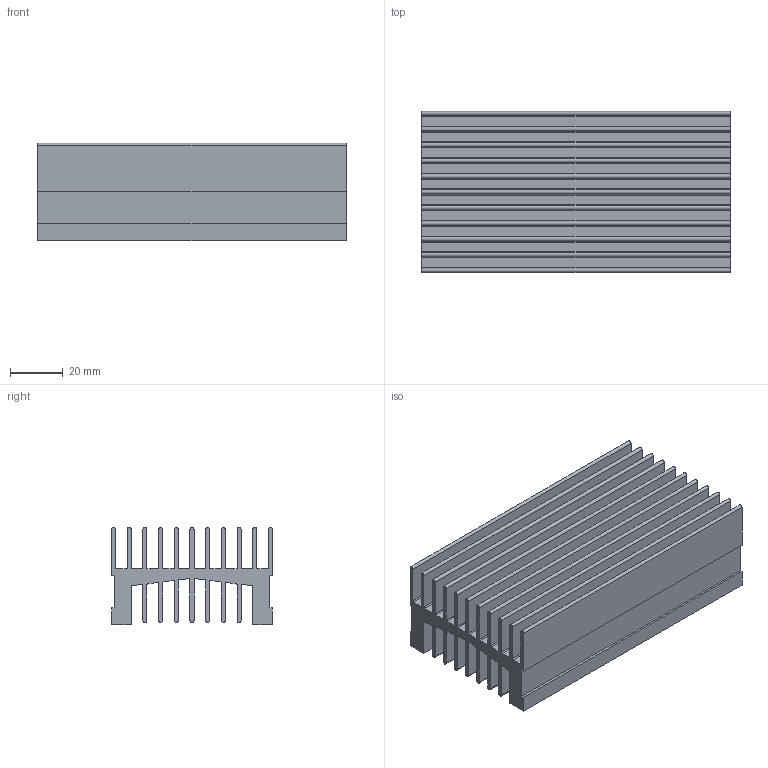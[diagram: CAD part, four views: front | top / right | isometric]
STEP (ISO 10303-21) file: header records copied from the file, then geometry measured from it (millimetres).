
FILE_DESCRIPTION (( 'STEP AP214' ), '1' );
FILE_NAME ('30780r2.STEP', '2011-06-30T14:55:23', ( 'Vicor User' ), ( 'Microsoft' ), 'SwSTEP 2.0', 'SolidWorks 2010', '' );
FILE_SCHEMA (( 'AUTOMOTIVE_DESIGN' ));
Length unit declared in the file: inch
Products named in the file (1): 30780r2
Bounding box: 116.84 x 60.96 x 36.83 mm (x, y, z)
Volume: 110072.6 mm3; surface area: 89096.2 mm2
Topology: 1 solids, 1 shells, 134 faces, 390 edges, 258 vertices
Faces by surface type: plane 68, cylinder 60, cone 6
Full cylindrical faces by diameter (mm): 2.705 x6
Entity records: 4450 total; most frequent: DIRECTION 762, CARTESIAN_POINT 759, ORIENTED_EDGE 744, EDGE_CURVE 372, AXIS2_PLACEMENT_3D 255, VECTOR 252, LINE 252, VERTEX_POINT 252
